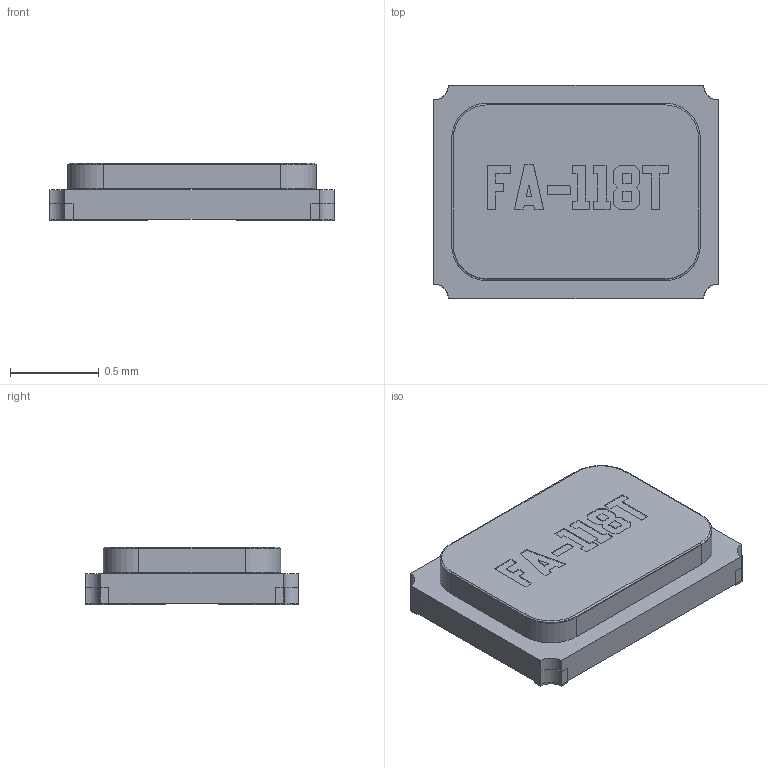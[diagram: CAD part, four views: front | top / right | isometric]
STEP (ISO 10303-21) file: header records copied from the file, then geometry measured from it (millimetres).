
FILE_DESCRIPTION(('FreeCAD Model'),'2;1');
FILE_NAME('Open CASCADE Shape Model','2022-03-31T16:28:29',('Author'),( ''),'Open CASCADE STEP processor 7.5','FreeCAD','Unknown');
FILE_SCHEMA(('AUTOMOTIVE_DESIGN { 1 0 10303 214 1 1 1 1 }'));
Length unit declared in the file: millimetre
Products named in the file (10): Unnamed; Part; Body; TxT; Pins; Pin; Pin001; Pin002; Pin003; Pin004
Assembly tree (9 placements, depth 3):
  Unnamed
    Part
      Body
      TxT
    Pins
      Pin
      Pin001
      Pin002
      Pin003
      Pin004
Bounding box: 1.6 x 1.2 x 0.33 mm (x, y, z)
Volume: 0.6 mm3; surface area: 13.3 mm2
Topology: 7 solids, 7 shells, 224 faces, 592 edges, 392 vertices
Faces by surface type: plane 140, extrusion 56, cylinder 24, cone 4
Entity records: 15550 total; most frequent: CARTESIAN_POINT 3863, DIRECTION 1925, VECTOR 1452, LINE 1396, ORIENTED_EDGE 1184, PCURVE 1184, DEFINITIONAL_REPRESENTATION 1184, EDGE_CURVE 592
